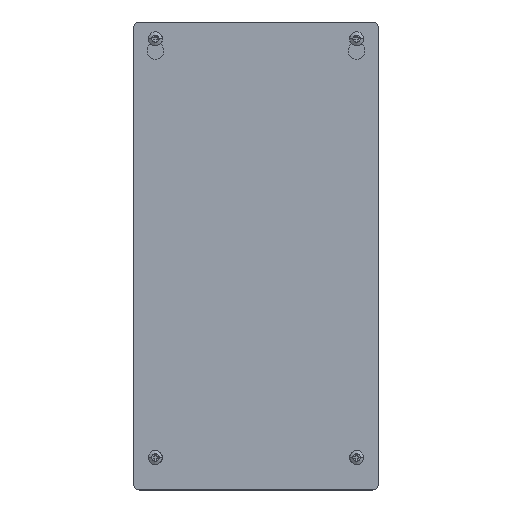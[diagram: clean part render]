
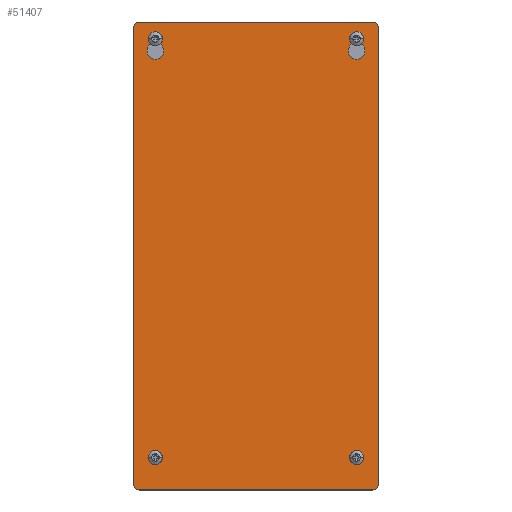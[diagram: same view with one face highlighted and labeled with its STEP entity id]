
A CAD part, top view. The second image highlights one B-rep face of the part: STEP entity #51407.
In plain terms, the highlighted planar face has unit normal (0, 0, 1).
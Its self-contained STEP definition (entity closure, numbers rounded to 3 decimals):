
#2510=CARTESIAN_POINT('',(-2.617,5.125,1.81));
#2511=DIRECTION('',(0.,0.,1.));
#2512=DIRECTION('',(0.,1.,0.));
#2513=AXIS2_PLACEMENT_3D('',#2510,#2511,#2512);
#2515=DIRECTION('',(-1.,0.,0.));
#2516=VECTOR('',#2515,5.234);
#2517=CARTESIAN_POINT('',(2.617,5.25,1.81));
#2518=LINE('',#2517,#2516);
#2519=CARTESIAN_POINT('',(2.617,5.125,1.81));
#2520=DIRECTION('',(0.,0.,1.));
#2521=DIRECTION('',(1.,0.,0.));
#2522=AXIS2_PLACEMENT_3D('',#2519,#2520,#2521);
#2524=DIRECTION('',(0.,1.,0.));
#2525=VECTOR('',#2524,10.25);
#2526=CARTESIAN_POINT('',(2.742,-5.125,1.81));
#2527=LINE('',#2526,#2525);
#2528=CARTESIAN_POINT('',(2.617,-5.125,1.81));
#2529=DIRECTION('',(0.,0.,1.));
#2530=DIRECTION('',(0.,-1.,0.));
#2531=AXIS2_PLACEMENT_3D('',#2528,#2529,#2530);
#2533=DIRECTION('',(1.,0.,0.));
#2534=VECTOR('',#2533,5.234);
#2535=CARTESIAN_POINT('',(-2.617,-5.25,1.81));
#2536=LINE('',#2535,#2534);
#2537=CARTESIAN_POINT('',(-2.617,-5.125,1.81));
#2538=DIRECTION('',(0.,0.,1.));
#2539=DIRECTION('',(-1.,0.,0.));
#2540=AXIS2_PLACEMENT_3D('',#2537,#2538,#2539);
#2542=DIRECTION('',(0.,-1.,0.));
#2543=VECTOR('',#2542,10.25);
#2544=CARTESIAN_POINT('',(-2.742,5.125,1.81));
#2545=LINE('',#2544,#2543);
#2546=CARTESIAN_POINT('',(2.257,-4.521,1.81));
#2547=DIRECTION('',(0.,0.,-1.));
#2548=DIRECTION('',(-1.,0.,0.));
#2549=AXIS2_PLACEMENT_3D('',#2546,#2547,#2548);
#2551=CARTESIAN_POINT('',(2.257,-4.521,1.81));
#2552=DIRECTION('',(0.,0.,-1.));
#2553=DIRECTION('',(1.,0.,0.));
#2554=AXIS2_PLACEMENT_3D('',#2551,#2552,#2553);
#2556=CARTESIAN_POINT('',(-2.257,-4.521,1.81));
#2557=DIRECTION('',(0.,0.,-1.));
#2558=DIRECTION('',(-1.,0.,0.));
#2559=AXIS2_PLACEMENT_3D('',#2556,#2557,#2558);
#2561=CARTESIAN_POINT('',(-2.257,-4.521,1.81));
#2562=DIRECTION('',(0.,0.,-1.));
#2563=DIRECTION('',(1.,0.,0.));
#2564=AXIS2_PLACEMENT_3D('',#2561,#2562,#2563);
#2566=CARTESIAN_POINT('',(2.257,4.875,1.81));
#2567=DIRECTION('',(0.,0.,-1.));
#2568=DIRECTION('',(-1.,0.,0.));
#2569=AXIS2_PLACEMENT_3D('',#2566,#2567,#2568);
#2571=CARTESIAN_POINT('',(2.257,4.875,1.81));
#2572=DIRECTION('',(0.,0.,-1.));
#2573=DIRECTION('',(-0.666,-0.746,0.));
#2574=AXIS2_PLACEMENT_3D('',#2571,#2572,#2573);
#2576=DIRECTION('',(0.,1.,0.));
#2577=VECTOR('',#2576,0.005);
#2578=CARTESIAN_POINT('',(2.155,4.757,1.81));
#2579=LINE('',#2578,#2577);
#2580=CARTESIAN_POINT('',(2.257,4.599,1.81));
#2581=DIRECTION('',(0.,0.,1.));
#2582=DIRECTION('',(-0.544,0.839,0.));
#2583=AXIS2_PLACEMENT_3D('',#2580,#2581,#2582);
#2585=DIRECTION('',(0.,-1.,0.));
#2586=VECTOR('',#2585,0.005);
#2587=CARTESIAN_POINT('',(2.359,4.761,1.81));
#2588=LINE('',#2587,#2586);
#2589=CARTESIAN_POINT('',(2.257,4.875,1.81));
#2590=DIRECTION('',(0.,0.,-1.));
#2591=DIRECTION('',(1.,0.,0.));
#2592=AXIS2_PLACEMENT_3D('',#2589,#2590,#2591);
#2594=CARTESIAN_POINT('',(-2.257,4.875,1.81));
#2595=DIRECTION('',(0.,0.,-1.));
#2596=DIRECTION('',(-1.,0.,0.));
#2597=AXIS2_PLACEMENT_3D('',#2594,#2595,#2596);
#2599=CARTESIAN_POINT('',(-2.257,4.875,1.81));
#2600=DIRECTION('',(0.,0.,-1.));
#2601=DIRECTION('',(-0.666,-0.746,0.));
#2602=AXIS2_PLACEMENT_3D('',#2599,#2600,#2601);
#2604=DIRECTION('',(0.,1.,0.));
#2605=VECTOR('',#2604,0.005);
#2606=CARTESIAN_POINT('',(-2.359,4.757,1.81));
#2607=LINE('',#2606,#2605);
#2608=CARTESIAN_POINT('',(-2.257,4.599,1.81));
#2609=DIRECTION('',(0.,0.,1.));
#2610=DIRECTION('',(-0.544,0.839,0.));
#2611=AXIS2_PLACEMENT_3D('',#2608,#2609,#2610);
#2613=DIRECTION('',(0.,-1.,0.));
#2614=VECTOR('',#2613,0.005);
#2615=CARTESIAN_POINT('',(-2.155,4.761,1.81));
#2616=LINE('',#2615,#2614);
#2617=CARTESIAN_POINT('',(-2.257,4.875,1.81));
#2618=DIRECTION('',(0.,0.,-1.));
#2619=DIRECTION('',(1.,0.,0.));
#2620=AXIS2_PLACEMENT_3D('',#2617,#2618,#2619);
#44852=CARTESIAN_POINT('',(-2.617,5.25,1.81));
#44853=CARTESIAN_POINT('',(-2.742,5.125,1.81));
#44854=VERTEX_POINT('',#44852);
#44855=VERTEX_POINT('',#44853);
#44860=CARTESIAN_POINT('',(2.742,5.125,1.81));
#44861=CARTESIAN_POINT('',(2.617,5.25,1.81));
#44862=VERTEX_POINT('',#44860);
#44863=VERTEX_POINT('',#44861);
#44868=CARTESIAN_POINT('',(-2.742,-5.125,1.81));
#44869=CARTESIAN_POINT('',(-2.617,-5.25,1.81));
#44870=VERTEX_POINT('',#44868);
#44871=VERTEX_POINT('',#44869);
#44876=CARTESIAN_POINT('',(2.742,-5.125,1.81));
#44877=VERTEX_POINT('',#44876);
#44880=CARTESIAN_POINT('',(2.617,-5.25,1.81));
#44881=VERTEX_POINT('',#44880);
#44884=CARTESIAN_POINT('',(-2.359,4.757,1.81));
#44885=CARTESIAN_POINT('',(-2.155,4.757,1.81));
#44886=VERTEX_POINT('',#44884);
#44887=VERTEX_POINT('',#44885);
#44888=CARTESIAN_POINT('',(2.155,4.757,1.81));
#44889=CARTESIAN_POINT('',(2.359,4.757,1.81));
#44890=VERTEX_POINT('',#44888);
#44891=VERTEX_POINT('',#44889);
#45142=CARTESIAN_POINT('',(2.104,-4.521,1.81));
#45143=CARTESIAN_POINT('',(2.41,-4.521,1.81));
#45144=VERTEX_POINT('',#45142);
#45145=VERTEX_POINT('',#45143);
#45280=CARTESIAN_POINT('',(-2.41,-4.521,1.81));
#45281=CARTESIAN_POINT('',(-2.104,-4.521,1.81));
#45282=VERTEX_POINT('',#45280);
#45283=VERTEX_POINT('',#45281);
#45424=CARTESIAN_POINT('',(2.104,4.875,1.81));
#45425=CARTESIAN_POINT('',(2.41,4.875,1.81));
#45426=VERTEX_POINT('',#45424);
#45427=VERTEX_POINT('',#45425);
#45428=CARTESIAN_POINT('',(2.359,4.761,1.81));
#45429=VERTEX_POINT('',#45428);
#45430=CARTESIAN_POINT('',(2.155,4.761,1.81));
#45431=VERTEX_POINT('',#45430);
#45576=CARTESIAN_POINT('',(-2.41,4.875,1.81));
#45577=CARTESIAN_POINT('',(-2.104,4.875,1.81));
#45578=VERTEX_POINT('',#45576);
#45579=VERTEX_POINT('',#45577);
#45580=CARTESIAN_POINT('',(-2.155,4.761,1.81));
#45581=VERTEX_POINT('',#45580);
#45582=CARTESIAN_POINT('',(-2.359,4.761,1.81));
#45583=VERTEX_POINT('',#45582);
#51345=CARTESIAN_POINT('',(0.,-5.25,1.81));
#51346=DIRECTION('',(0.,0.,1.));
#51347=DIRECTION('',(1.,0.,0.));
#51348=AXIS2_PLACEMENT_3D('',#51345,#51346,#51347);
#51349=PLANE('',#51348);
#51350=ORIENTED_EDGE('',*,*,#51335,.F.);
#51352=ORIENTED_EDGE('',*,*,#51351,.F.);
#51354=ORIENTED_EDGE('',*,*,#51353,.F.);
#51356=ORIENTED_EDGE('',*,*,#51355,.F.);
#51358=ORIENTED_EDGE('',*,*,#51357,.F.);
#51360=ORIENTED_EDGE('',*,*,#51359,.F.);
#51362=ORIENTED_EDGE('',*,*,#51361,.F.);
#51364=ORIENTED_EDGE('',*,*,#51363,.F.);
#51365=EDGE_LOOP('',(#51350,#51352,#51354,#51356,#51358,#51360,#51362,#51364));
#51366=FACE_OUTER_BOUND('',#51365,.F.);
#51368=ORIENTED_EDGE('',*,*,#51367,.F.);
#51370=ORIENTED_EDGE('',*,*,#51369,.F.);
#51371=EDGE_LOOP('',(#51368,#51370));
#51372=FACE_BOUND('',#51371,.F.);
#51374=ORIENTED_EDGE('',*,*,#51373,.F.);
#51376=ORIENTED_EDGE('',*,*,#51375,.F.);
#51377=EDGE_LOOP('',(#51374,#51376));
#51378=FACE_BOUND('',#51377,.F.);
#51380=ORIENTED_EDGE('',*,*,#51379,.F.);
#51382=ORIENTED_EDGE('',*,*,#51381,.F.);
#51384=ORIENTED_EDGE('',*,*,#51383,.F.);
#51386=ORIENTED_EDGE('',*,*,#51385,.T.);
#51388=ORIENTED_EDGE('',*,*,#51387,.F.);
#51390=ORIENTED_EDGE('',*,*,#51389,.F.);
#51391=EDGE_LOOP('',(#51380,#51382,#51384,#51386,#51388,#51390));
#51392=FACE_BOUND('',#51391,.F.);
#51394=ORIENTED_EDGE('',*,*,#51393,.F.);
#51396=ORIENTED_EDGE('',*,*,#51395,.F.);
#51398=ORIENTED_EDGE('',*,*,#51397,.F.);
#51400=ORIENTED_EDGE('',*,*,#51399,.T.);
#51402=ORIENTED_EDGE('',*,*,#51401,.F.);
#51404=ORIENTED_EDGE('',*,*,#51403,.F.);
#51405=EDGE_LOOP('',(#51394,#51396,#51398,#51400,#51402,#51404));
#51406=FACE_BOUND('',#51405,.F.);
#51407=ADVANCED_FACE('',(#51366,#51372,#51378,#51392,#51406),#51349,.T.);
#2514=CIRCLE('',#2513,0.125);
#2523=CIRCLE('',#2522,0.125);
#2532=CIRCLE('',#2531,0.125);
#2541=CIRCLE('',#2540,0.125);
#2550=CIRCLE('',#2549,0.153);
#2555=CIRCLE('',#2554,0.153);
#2560=CIRCLE('',#2559,0.153);
#2565=CIRCLE('',#2564,0.153);
#2570=CIRCLE('',#2569,0.153);
#2575=CIRCLE('',#2574,0.153);
#2584=CIRCLE('',#2583,0.188);
#2593=CIRCLE('',#2592,0.153);
#2598=CIRCLE('',#2597,0.153);
#2603=CIRCLE('',#2602,0.153);
#2612=CIRCLE('',#2611,0.188);
#2621=CIRCLE('',#2620,0.153);
#51335=EDGE_CURVE('',#44854,#44855,#2514,.T.);
#51351=EDGE_CURVE('',#44863,#44854,#2518,.T.);
#51353=EDGE_CURVE('',#44862,#44863,#2523,.T.);
#51355=EDGE_CURVE('',#44877,#44862,#2527,.T.);
#51357=EDGE_CURVE('',#44881,#44877,#2532,.T.);
#51359=EDGE_CURVE('',#44871,#44881,#2536,.T.);
#51361=EDGE_CURVE('',#44870,#44871,#2541,.T.);
#51363=EDGE_CURVE('',#44855,#44870,#2545,.T.);
#51367=EDGE_CURVE('',#45144,#45145,#2550,.T.);
#51369=EDGE_CURVE('',#45145,#45144,#2555,.T.);
#51373=EDGE_CURVE('',#45282,#45283,#2560,.T.);
#51375=EDGE_CURVE('',#45283,#45282,#2565,.T.);
#51379=EDGE_CURVE('',#45426,#45427,#2570,.T.);
#51381=EDGE_CURVE('',#45431,#45426,#2575,.T.);
#51383=EDGE_CURVE('',#44890,#45431,#2579,.T.);
#51385=EDGE_CURVE('',#44890,#44891,#2584,.T.);
#51387=EDGE_CURVE('',#45429,#44891,#2588,.T.);
#51389=EDGE_CURVE('',#45427,#45429,#2593,.T.);
#51393=EDGE_CURVE('',#45578,#45579,#2598,.T.);
#51395=EDGE_CURVE('',#45583,#45578,#2603,.T.);
#51397=EDGE_CURVE('',#44886,#45583,#2607,.T.);
#51399=EDGE_CURVE('',#44886,#44887,#2612,.T.);
#51401=EDGE_CURVE('',#45581,#44887,#2616,.T.);
#51403=EDGE_CURVE('',#45579,#45581,#2621,.T.);
